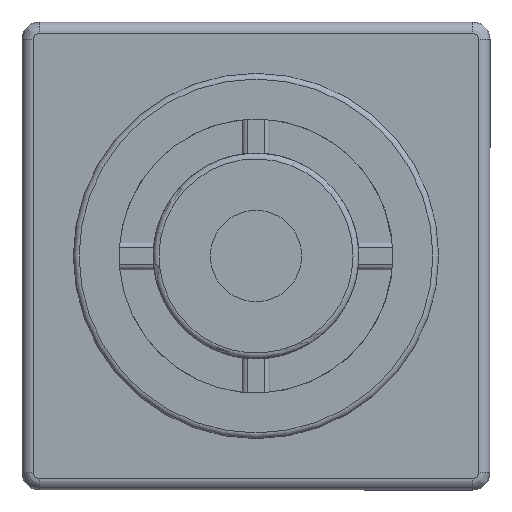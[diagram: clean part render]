
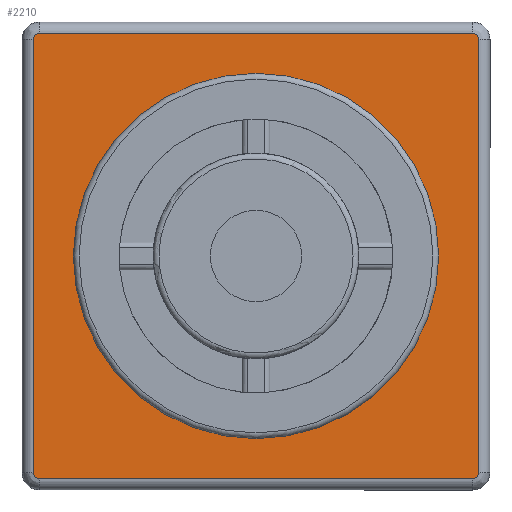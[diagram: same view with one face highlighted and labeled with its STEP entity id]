
A CAD part, front view. The second image highlights one B-rep face of the part: STEP entity #2210.
In plain terms, the highlighted planar face has unit normal (0, -1, 0).
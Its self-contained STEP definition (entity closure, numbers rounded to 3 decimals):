
#65=FACE_BOUND('',#485,.T.);
#141=CIRCLE('',#2392,0.5);
#147=CIRCLE('',#2399,0.5);
#151=CIRCLE('',#2404,0.5);
#155=CIRCLE('',#2409,0.5);
#156=CIRCLE('',#2416,6.5);
#226=PLANE('',#2415);
#335=FACE_OUTER_BOUND('',#484,.T.);
#484=EDGE_LOOP('',(#1855,#1856,#1857,#1858,#1859,#1860,#1861,#1862));
#485=EDGE_LOOP('',(#1863));
#651=LINE('',#4537,#819);
#653=LINE('',#4557,#821);
#655=LINE('',#4577,#823);
#656=LINE('',#4593,#824);
#819=VECTOR('',#2898,38.);
#821=VECTOR('',#2910,38.);
#823=VECTOR('',#2922,38.);
#824=VECTOR('',#2931,38.);
#1075=VERTEX_POINT('',#4525);
#1076=VERTEX_POINT('',#4527);
#1078=VERTEX_POINT('',#4533);
#1080=VERTEX_POINT('',#4547);
#1082=VERTEX_POINT('',#4553);
#1084=VERTEX_POINT('',#4567);
#1086=VERTEX_POINT('',#4573);
#1088=VERTEX_POINT('',#4587);
#1090=VERTEX_POINT('',#4605);
#1351=EDGE_CURVE('',#1075,#1076,#141,.T.);
#1356=EDGE_CURVE('',#1076,#1078,#651,.T.);
#1359=EDGE_CURVE('',#1078,#1080,#147,.T.);
#1362=EDGE_CURVE('',#1080,#1082,#653,.T.);
#1365=EDGE_CURVE('',#1082,#1084,#151,.T.);
#1368=EDGE_CURVE('',#1084,#1086,#655,.T.);
#1371=EDGE_CURVE('',#1086,#1088,#155,.T.);
#1372=EDGE_CURVE('',#1088,#1075,#656,.T.);
#1379=EDGE_CURVE('',#1090,#1090,#156,.T.);
#1855=ORIENTED_EDGE('',*,*,#1351,.F.);
#1856=ORIENTED_EDGE('',*,*,#1372,.F.);
#1857=ORIENTED_EDGE('',*,*,#1371,.F.);
#1858=ORIENTED_EDGE('',*,*,#1368,.F.);
#1859=ORIENTED_EDGE('',*,*,#1365,.F.);
#1860=ORIENTED_EDGE('',*,*,#1362,.F.);
#1861=ORIENTED_EDGE('',*,*,#1359,.F.);
#1862=ORIENTED_EDGE('',*,*,#1356,.F.);
#1863=ORIENTED_EDGE('',*,*,#1379,.T.);
#2210=ADVANCED_FACE('',(#335,#65),#226,.F.);
#2392=AXIS2_PLACEMENT_3D('',#4528,#2887,#2888);
#2399=AXIS2_PLACEMENT_3D('',#4551,#2903,#2904);
#2404=AXIS2_PLACEMENT_3D('',#4571,#2915,#2916);
#2409=AXIS2_PLACEMENT_3D('',#4591,#2927,#2928);
#2415=AXIS2_PLACEMENT_3D('',#4604,#2946,#2947);
#2416=AXIS2_PLACEMENT_3D('',#4606,#2948,#2949);
#2887=DIRECTION('center_axis',(0.,1.,0.));
#2888=DIRECTION('ref_axis',(-0.707,0.,-0.707));
#2898=DIRECTION('',(0.,0.,1.));
#2903=DIRECTION('center_axis',(0.,1.,0.));
#2904=DIRECTION('ref_axis',(-0.707,0.,0.707));
#2910=DIRECTION('',(1.,0.,0.));
#2915=DIRECTION('center_axis',(0.,1.,0.));
#2916=DIRECTION('ref_axis',(0.707,0.,0.707));
#2922=DIRECTION('',(0.,0.,-1.));
#2927=DIRECTION('center_axis',(0.,1.,0.));
#2928=DIRECTION('ref_axis',(0.707,0.,-0.707));
#2931=DIRECTION('',(-1.,0.,0.));
#2946=DIRECTION('center_axis',(0.,1.,0.));
#2947=DIRECTION('ref_axis',(0.,0.,1.));
#2948=DIRECTION('center_axis',(0.,1.,0.));
#2949=DIRECTION('ref_axis',(-1.,0.,0.));
#4525=CARTESIAN_POINT('',(-19.,-5.,-19.5));
#4527=CARTESIAN_POINT('',(-19.5,-5.,-19.));
#4528=CARTESIAN_POINT('Origin',(-19.,-5.,-19.));
#4533=CARTESIAN_POINT('',(-19.5,-5.,19.));
#4537=CARTESIAN_POINT('',(-19.5,-5.,10.25));
#4547=CARTESIAN_POINT('',(-19.,-5.,19.5));
#4551=CARTESIAN_POINT('Origin',(-19.,-5.,19.));
#4553=CARTESIAN_POINT('',(19.,-5.,19.5));
#4557=CARTESIAN_POINT('',(10.25,-5.,19.5));
#4567=CARTESIAN_POINT('',(19.5,-5.,19.));
#4571=CARTESIAN_POINT('Origin',(19.,-5.,19.));
#4573=CARTESIAN_POINT('',(19.5,-5.,-19.));
#4577=CARTESIAN_POINT('',(19.5,-5.,-10.25));
#4587=CARTESIAN_POINT('',(19.,-5.,-19.5));
#4591=CARTESIAN_POINT('Origin',(19.,-5.,-19.));
#4593=CARTESIAN_POINT('',(-10.25,-5.,-19.5));
#4604=CARTESIAN_POINT('Origin',(0.,-5.,0.));
#4605=CARTESIAN_POINT('',(6.5,-5.,0.));
#4606=CARTESIAN_POINT('Origin',(0.,-5.,0.));
